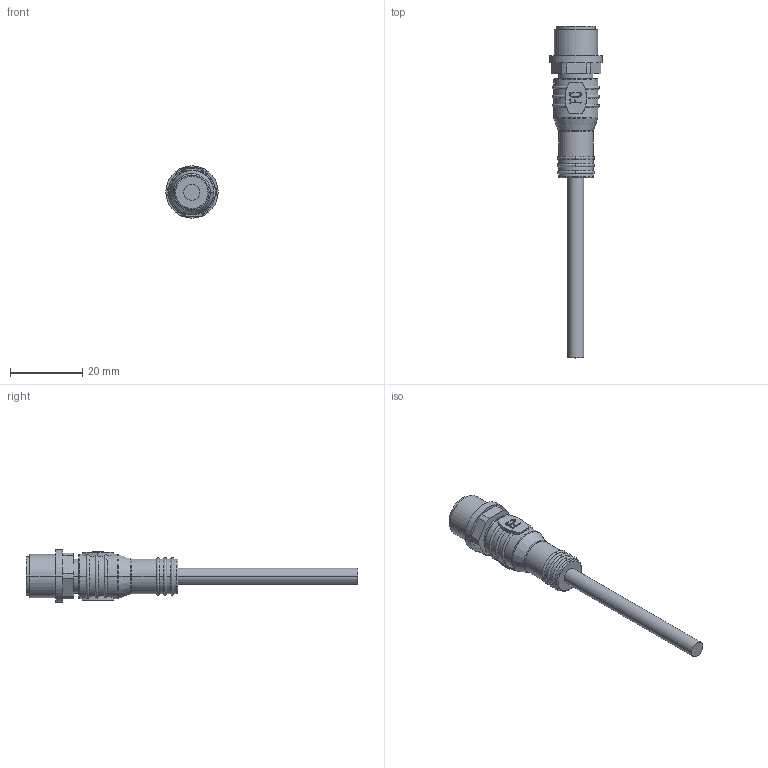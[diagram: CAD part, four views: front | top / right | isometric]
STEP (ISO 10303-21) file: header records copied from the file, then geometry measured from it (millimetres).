
FILE_DESCRIPTION (( 'STEP AP203' ), '1' );
FILE_NAME ('P97.STEP', '2020-03-31T03:26:44', ( 'edpusr' ), ( 'Microsoft' ), 'SwSTEP 2.0', 'SolidWorks 2015', '' );
FILE_SCHEMA (( 'CONFIG_CONTROL_DESIGN' ));
Length unit declared in the file: millimetre
Products named in the file (1): P97
Bounding box: 14.5 x 92.1 x 14.5 mm (x, y, z)
Volume: 4738.7 mm3; surface area: 3106.9 mm2
Topology: 1 solids, 1 shells, 169 faces, 453 edges, 287 vertices
Faces by surface type: plane 62, cylinder 56, bspline 25, torus 21, cone 5
Entity records: 6396 total; most frequent: CARTESIAN_POINT 2243, ORIENTED_EDGE 878, DIRECTION 816, EDGE_CURVE 439, AXIS2_PLACEMENT_3D 302, VERTEX_POINT 287, VECTOR 212, LINE 212
